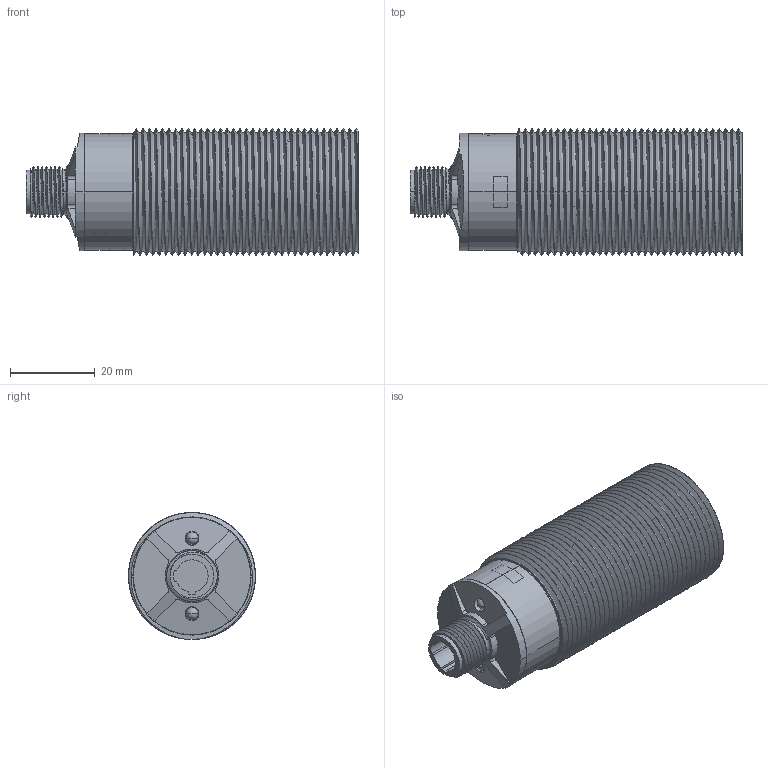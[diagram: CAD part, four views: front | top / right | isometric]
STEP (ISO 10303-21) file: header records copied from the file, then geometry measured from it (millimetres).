
FILE_DESCRIPTION((''),'2;1');
FILE_NAME('156671_ASM','2016-04-07T',('PDMAdmin'),(''),'PRO/ENGINEER BY PARAMETRIC TECHNOLOGY CORPORATION, 2013230','PRO/ENGINEER BY PARAMETRIC TECHNOLOGY CORPORATION, 2013230','');
FILE_SCHEMA(('CONFIG_CONTROL_DESIGN'));
Length unit declared in the file: inch
Products named in the file (8): 32435; 141181; 33115_AF0; 28557; 32152_AF0; 28554; 32394_WEB_LABEL; 156671_ASM
Assembly tree (7 placements, depth 2):
  156671_ASM
    32435
    141181
    33115_AF0
    28557
    32152_AF0
    28554
    32394_WEB_LABEL
Bounding box: 78.37 x 29.97 x 29.97 mm (x, y, z)
Volume: 11468 mm3; surface area: 32489.9 mm2
Topology: 7 solids, 9 shells, 388 faces, 963 edges, 620 vertices
Faces by surface type: cylinder 193, plane 132, bspline 29, cone 22, torus 6, sphere 4, revolution 2
Entity records: 23506 total; most frequent: CARTESIAN_POINT 14455, ORIENTED_EDGE 1910, DIRECTION 1713, EDGE_CURVE 957, AXIS2_PLACEMENT_3D 641, VERTEX_POINT 620, EDGE_LOOP 433, VECTOR 429
